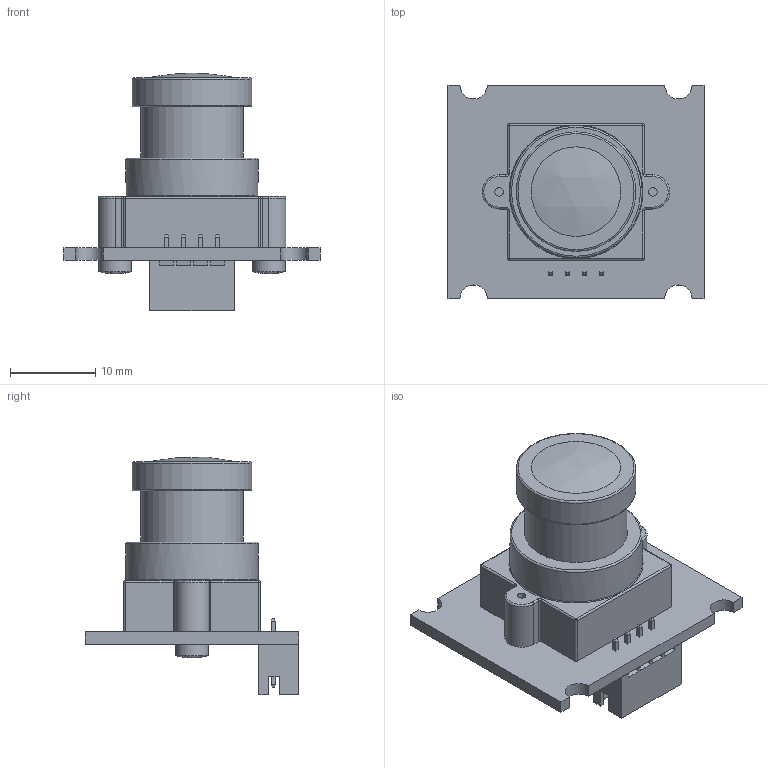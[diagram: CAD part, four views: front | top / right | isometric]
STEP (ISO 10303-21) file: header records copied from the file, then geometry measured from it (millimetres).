
FILE_DESCRIPTION(/* description */ ('STEP AP242','CAx-IF Rec.Pracs.---Representation and Presentation of Product Manufacturing Information (PMI)---4.0---2014-10-13','CAx-IF Rec.Pracs.---3D Tessellated Geometry---0.4---2014-09-14','2;1'),/* implementation_level */ '2;1');
FILE_NAME(/* name */ '63d673855336de296231263e',/* time_stamp */ '2023-01-29T13:24:22+00:00',/* author */ (''),/* organization */ (''),/* preprocessor_version */ 'ST-DEVELOPER v18.102',/* originating_system */ ' ',/* authorisation */ ' ');
FILE_SCHEMA (('AP242_MANAGED_MODEL_BASED_3D_ENGINEERING_MIM_LF { 1 0 10303 442 1 1 4 }'));
Length unit declared in the file: metre
Products named in the file (4): ELP-USBFHD01M-L21
Bounding box: 30 x 25 x 27.83 mm (x, y, z)
Volume: 5014.9 mm3; surface area: 3322.2 mm2
Topology: 4 solids, 4 shells, 238 faces, 592 edges, 366 vertices
Faces by surface type: plane 185, cylinder 33, torus 11, sphere 7, bspline 2
Full cylindrical faces by diameter (mm): 1 x2, 2 x2, 3.8 x2, 12 x1, 14 x1, 15.5 x1
Entity records: 8127 total; most frequent: CARTESIAN_POINT 1222, DIRECTION 1152, ORIENTED_EDGE 1142, EDGE_CURVE 571, LINE 458, VECTOR 458, VERTEX_POINT 361, AXIS2_PLACEMENT_3D 347
